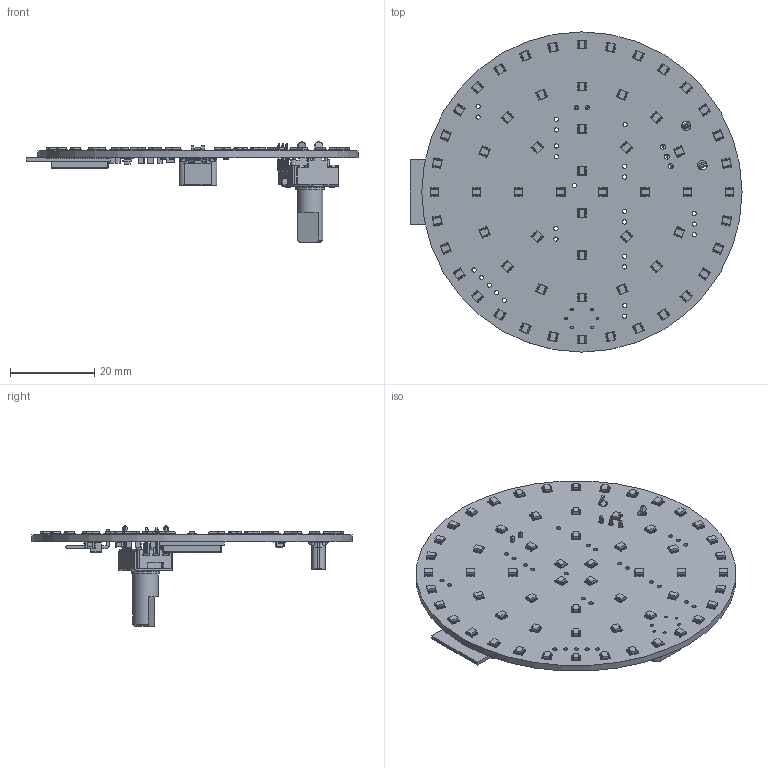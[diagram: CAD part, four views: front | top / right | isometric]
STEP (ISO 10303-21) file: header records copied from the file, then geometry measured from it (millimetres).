
FILE_DESCRIPTION(('KiCad electronic assembly'),'2;1');
FILE_NAME('Pomodoro_V7.step','2024-05-10T16:17:25',('Pcbnew'),('Kicad'), 'Open CASCADE STEP processor 7.7','KiCad to STEP converter','Unknown' );
FILE_SCHEMA(('AUTOMOTIVE_DESIGN { 1 0 10303 214 1 1 1 1 }'));
Length unit declared in the file: millimetre
Products named in the file (22): Pomodoro_V7 1; WS2812-2020; R_0805_2012Metric; ESP32-S2-MINI-1-N4; ESP32-S2-MINI-1; SOT-23-5; SOT_23_5; USBLC6-2SC6; USBLC6-2SC6Y; C_0805_2012Metric; USB4120-03-C_REVA; USB4120-03-C; LGA-12_2x2mm_P0.5mm; LGA_12_2x2mm_P05mm; R-0904N-L-20F-black; R-0904N; PinHeader_1x02_P2.54mm_Horizontal; PinHeader_1x02_P254mm_Horizontal; _autosave-Pomodoro_V7_PCB
Assembly tree (97 placements, depth 3):
  Pomodoro_V7 1
    WS2812-2020  x60
      WS2812-2020
    R_0805_2012Metric  x10
      R_0805_2012Metric
    ESP32-S2-MINI-1-N4
      ESP32-S2-MINI-1
    SOT-23-5
      SOT_23_5
    USBLC6-2SC6
      USBLC6-2SC6Y
    C_0805_2012Metric  x9
      C_0805_2012Metric
    USB4120-03-C_REVA
      USB4120-03-C
    LGA-12_2x2mm_P0.5mm
      LGA_12_2x2mm_P05mm
    R-0904N-L-20F-black
      R-0904N
    PinHeader_1x02_P2.54mm_Horizontal
      PinHeader_1x02_P254mm_Horizontal
    _autosave-Pomodoro_V7_PCB
Bounding box: 78.8 x 76 x 23.8 mm (x, y, z)
Volume: 8756.6 mm3; surface area: 14387.1 mm2
Topology: 209 solids, 209 shells, 6902 faces, 17463 edges, 11335 vertices
Faces by surface type: plane 5637, cylinder 1174, bspline 53, cone 13, torus 12, sphere 12, revolution 1
Full cylindrical faces by diameter (mm): 0.35 x1, 0.52 x1, 1 x28, 1.2 x10, 2.2 x2, 6 x2, 6.8 x1, 76 x1
Entity records: 76616 total; most frequent: CARTESIAN_POINT 13350, ORIENTED_EDGE 11522, DIRECTION 11347, EDGE_CURVE 5761, LINE 4876, VECTOR 4876, VERTEX_POINT 3711, AXIS2_PLACEMENT_3D 3235
